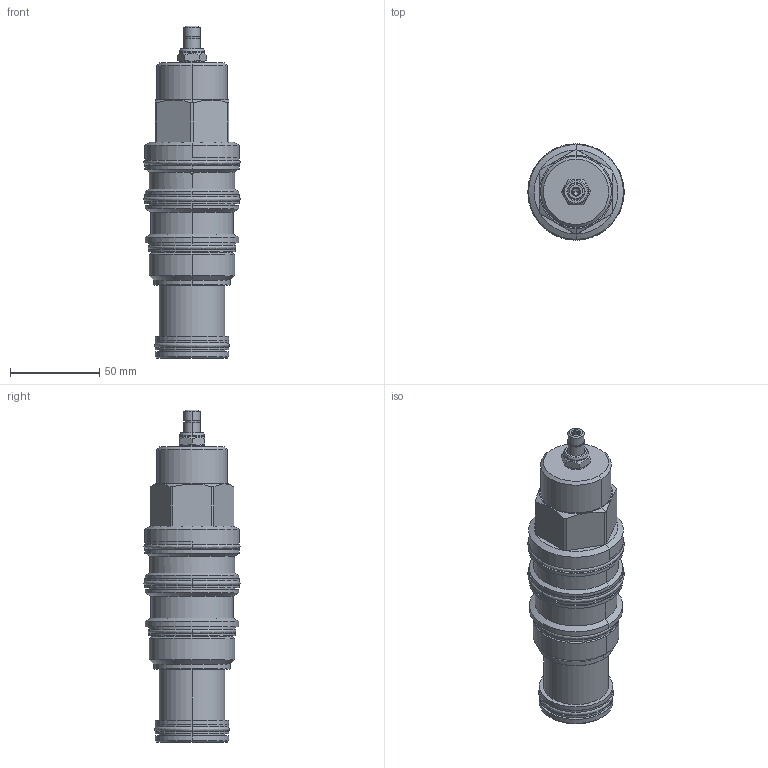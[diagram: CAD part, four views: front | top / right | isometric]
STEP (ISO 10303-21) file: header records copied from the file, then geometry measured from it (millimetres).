
FILE_DESCRIPTION((''),'2;1');
FILE_NAME('PVJA-LAN_PRT','2016-05-24T',('Administrator'),(''),'PRO/ENGINEER BY PARAMETRIC TECHNOLOGY CORPORATION, 2006240','PRO/ENGINEER BY PARAMETRIC TECHNOLOGY CORPORATION, 2006240','');
FILE_SCHEMA(('CONFIG_CONTROL_DESIGN'));
Length unit declared in the file: inch
Products named in the file (1): PVJA-LAN_PRT
Bounding box: 53.84 x 53.84 x 185.88 mm (x, y, z)
Volume: 255694 mm3; surface area: 41428.7 mm2
Topology: 7 solids, 7 shells, 237 faces, 522 edges, 311 vertices
Faces by surface type: cylinder 85, plane 67, cone 40, torus 29, revolution 16
Entity records: 8626 total; most frequent: CARTESIAN_POINT 3296, DIRECTION 1180, ORIENTED_EDGE 1036, EDGE_CURVE 518, AXIS2_PLACEMENT_3D 493, VERTEX_POINT 311, CIRCLE 272, EDGE_LOOP 265
